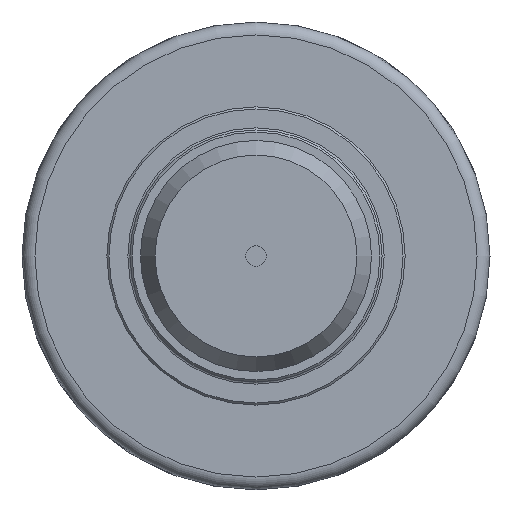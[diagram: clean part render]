
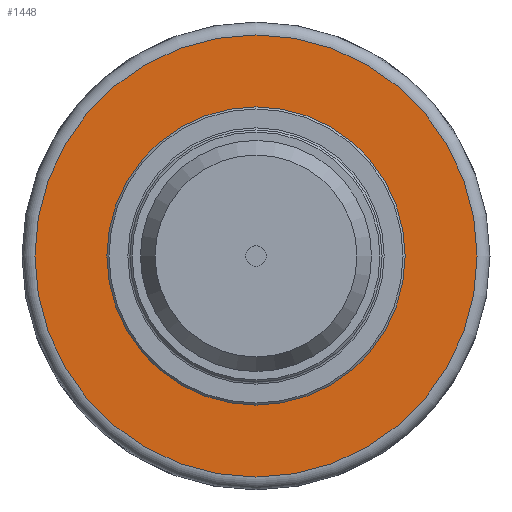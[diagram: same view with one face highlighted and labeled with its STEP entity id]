
A CAD part, left-side view. The second image highlights one B-rep face of the part: STEP entity #1448.
In plain terms, the highlighted planar face has unit normal (-1, 0, 0).
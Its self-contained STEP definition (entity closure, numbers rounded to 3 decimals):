
#77=FACE_BOUND('',#313,.T.);
#116=CIRCLE('',#1579,35.25);
#122=CIRCLE('',#1595,52.622);
#123=CIRCLE('',#1596,52.622);
#219=FACE_OUTER_BOUND('',#312,.T.);
#312=EDGE_LOOP('',(#1215,#1216));
#313=EDGE_LOOP('',(#1217));
#664=VERTEX_POINT('',#2438);
#677=VERTEX_POINT('',#2490);
#678=VERTEX_POINT('',#2491);
#851=EDGE_CURVE('',#664,#664,#116,.T.);
#868=EDGE_CURVE('',#677,#678,#122,.T.);
#869=EDGE_CURVE('',#678,#677,#123,.T.);
#1215=ORIENTED_EDGE('',*,*,#868,.F.);
#1216=ORIENTED_EDGE('',*,*,#869,.F.);
#1217=ORIENTED_EDGE('',*,*,#851,.T.);
#1383=PLANE('',#1594);
#1448=ADVANCED_FACE('',(#219,#77),#1383,.T.);
#1579=AXIS2_PLACEMENT_3D('',#2439,#1931,#1932);
#1594=AXIS2_PLACEMENT_3D('',#2489,#1964,#1965);
#1595=AXIS2_PLACEMENT_3D('',#2492,#1966,#1967);
#1596=AXIS2_PLACEMENT_3D('',#2493,#1968,#1969);
#1931=DIRECTION('center_axis',(1.,0.,0.));
#1932=DIRECTION('ref_axis',(0.,0.,
-1.));
#1964=DIRECTION('center_axis',(-1.,0.,0.));
#1965=DIRECTION('ref_axis',(0.,-1.,0.));
#1966=DIRECTION('center_axis',(1.,0.,0.));
#1967=DIRECTION('ref_axis',(0.,0.,
-1.));
#1968=DIRECTION('center_axis',(1.,0.,0.));
#1969=DIRECTION('ref_axis',(0.,0.,
-1.));
#2438=CARTESIAN_POINT('',(33.9,0.,35.25));
#2439=CARTESIAN_POINT('Origin',(33.9,0.,0.));
#2489=CARTESIAN_POINT('Origin',(33.9,0.,47.54));
#2490=CARTESIAN_POINT('',(33.9,0.,52.622));
#2491=CARTESIAN_POINT('',(33.9,-52.622,0.));
#2492=CARTESIAN_POINT('Origin',(33.9,0.,0.));
#2493=CARTESIAN_POINT('Origin',(33.9,0.,0.));
